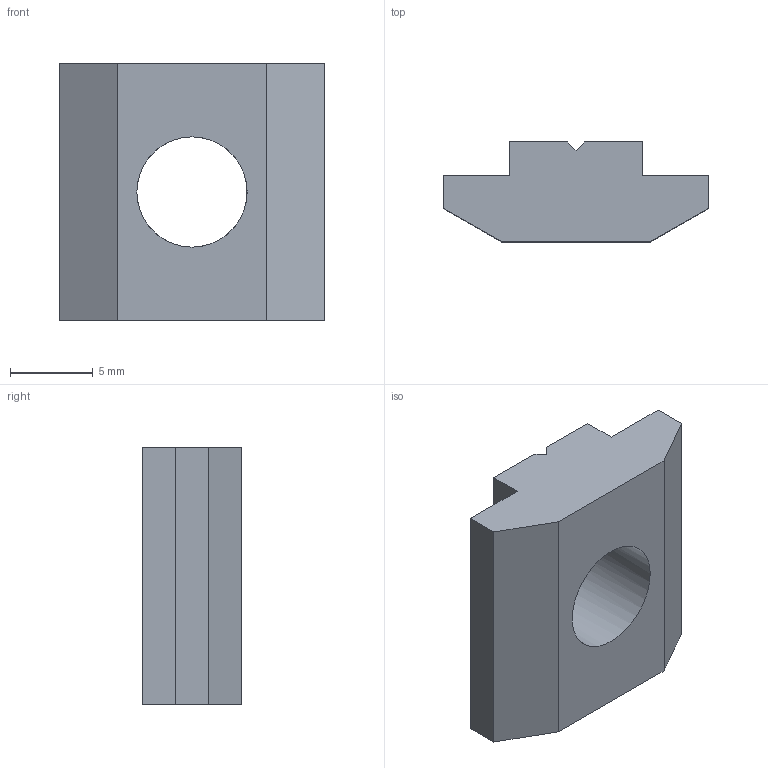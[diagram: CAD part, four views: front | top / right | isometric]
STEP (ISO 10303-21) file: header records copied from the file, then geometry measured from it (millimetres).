
FILE_DESCRIPTION(/* description */ ('','CAx-IF Rec.Pracs.---Representation and Presentation of Product Manufacturing Information (PMI)---4.0---2014-10-13'),/* implementation_level */ '2;1');
FILE_NAME(/* name */ 'А248.stp',/* time_stamp */ '2019-02-14T16:22:27+03:00',/* author */ ('maste'),/* organization */ (''),/* preprocessor_version */ 'ST-DEVELOPER v17',/* originating_system */ 'Autodesk Inventor 2018',/* authorisation */ '');
FILE_SCHEMA (('AP242_MANAGED_MODEL_BASED_3D_ENGINEERING_MIM_LF { 1 0 10303 442 1 1 4 }'));
Length unit declared in the file: millimetre
Products named in the file (1): А248
Bounding box: 16 x 6 x 15.5 mm (x, y, z)
Volume: 921.1 mm3; surface area: 841 mm2
Topology: 1 solids, 1 shells, 18 faces, 52 edges, 35 vertices
Faces by surface type: plane 17, cylinder 1
Full cylindrical faces by diameter (mm): 6.647 x1
Entity records: 757 total; most frequent: DIRECTION 133, CARTESIAN_POINT 131, ORIENTED_EDGE 104, EDGE_CURVE 52, AXIS2_PLACEMENT_3D 49, LINE 43, VECTOR 43, VERTEX_POINT 35
